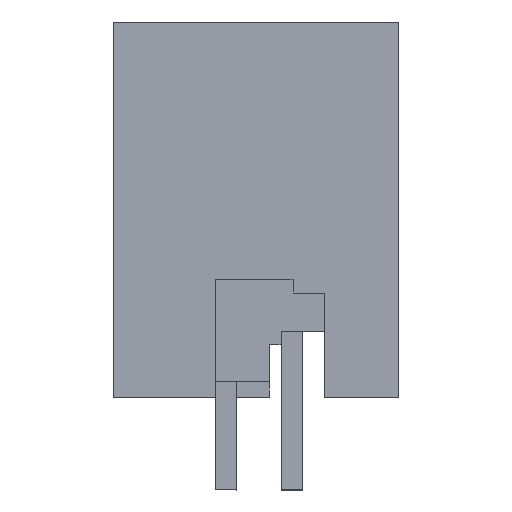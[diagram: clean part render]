
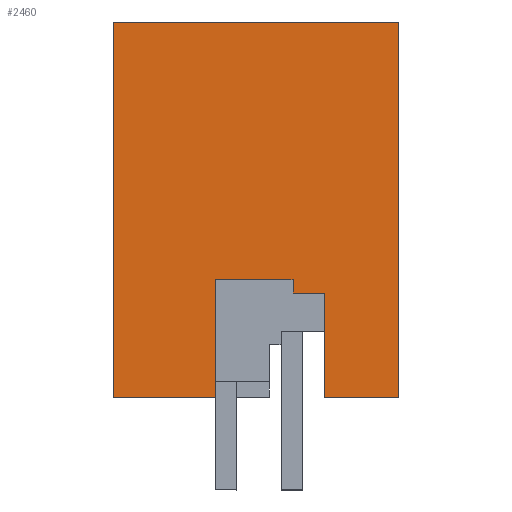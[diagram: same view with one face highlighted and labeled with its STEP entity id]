
A CAD part, left-side view. The second image highlights one B-rep face of the part: STEP entity #2460.
In plain terms, the highlighted planar face has unit normal (-1, 0, 0).
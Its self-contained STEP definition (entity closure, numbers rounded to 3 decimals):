
#2406=AXIS2_PLACEMENT_3D('Plane Axis2P3D',#2403,#2404,#2405) ;
#183=CARTESIAN_POINT('Vertex',(0.,10.8,17.7)) ;
#186=CARTESIAN_POINT('Line Origine',(0.,5.4,17.7)) ;
#190=CARTESIAN_POINT('Vertex',(0.,0.,17.7)) ;
#1159=CARTESIAN_POINT('Vertex',(0.,0.,3.5)) ;
#1162=CARTESIAN_POINT('Line Origine',(0.,0.,10.6)) ;
#1179=CARTESIAN_POINT('Line Origine',(0.,1.4,3.5)) ;
#1183=CARTESIAN_POINT('Vertex',(0.,2.8,3.5)) ;
#1595=CARTESIAN_POINT('Vertex',(0.,10.8,3.5)) ;
#1598=CARTESIAN_POINT('Line Origine',(0.,10.8,10.6)) ;
#2403=CARTESIAN_POINT('Axis2P3D Location',(0.,10.8,12.7)) ;
#2408=CARTESIAN_POINT('Line Origine',(0.,8.875,3.5)) ;
#2412=CARTESIAN_POINT('Vertex',(0.,6.95,3.5)) ;
#2415=CARTESIAN_POINT('Line Origine',(0.,6.95,5.725)) ;
#2419=CARTESIAN_POINT('Vertex',(0.,6.95,7.95)) ;
#2422=CARTESIAN_POINT('Line Origine',(0.,5.475,7.95)) ;
#2426=CARTESIAN_POINT('Vertex',(0.,4.,7.95)) ;
#2429=CARTESIAN_POINT('Line Origine',(0.,4.,7.7)) ;
#2433=CARTESIAN_POINT('Vertex',(0.,4.,7.45)) ;
#2436=CARTESIAN_POINT('Line Origine',(0.,3.4,7.45)) ;
#2440=CARTESIAN_POINT('Vertex',(0.,2.8,7.45)) ;
#2443=CARTESIAN_POINT('Line Origine',(0.,2.8,5.475)) ;
#187=DIRECTION('Vector Direction',(0.,-1.,0.)) ;
#1163=DIRECTION('Vector Direction',(0.,0.,1.)) ;
#1180=DIRECTION('Vector Direction',(0.,-1.,0.)) ;
#1599=DIRECTION('Vector Direction',(0.,0.,1.)) ;
#2404=DIRECTION('Axis2P3D Direction',(1.,0.,0.)) ;
#2405=DIRECTION('Axis2P3D XDirection',(0.,1.,0.)) ;
#2409=DIRECTION('Vector Direction',(0.,-1.,0.)) ;
#2416=DIRECTION('Vector Direction',(0.,0.,-1.)) ;
#2423=DIRECTION('Vector Direction',(0.,-1.,0.)) ;
#2430=DIRECTION('Vector Direction',(0.,0.,-1.)) ;
#2437=DIRECTION('Vector Direction',(0.,-1.,0.)) ;
#2444=DIRECTION('Vector Direction',(0.,0.,-1.)) ;
#188=VECTOR('Line Direction',#187,1.) ;
#1164=VECTOR('Line Direction',#1163,1.) ;
#1181=VECTOR('Line Direction',#1180,1.) ;
#1600=VECTOR('Line Direction',#1599,1.) ;
#2410=VECTOR('Line Direction',#2409,1.) ;
#2417=VECTOR('Line Direction',#2416,1.) ;
#2424=VECTOR('Line Direction',#2423,1.) ;
#2431=VECTOR('Line Direction',#2430,1.) ;
#2438=VECTOR('Line Direction',#2437,1.) ;
#2445=VECTOR('Line Direction',#2444,1.) ;
#2449=ORIENTED_EDGE('',*,*,#1185,.T.) ;
#2450=ORIENTED_EDGE('',*,*,#1166,.T.) ;
#2451=ORIENTED_EDGE('',*,*,#192,.F.) ;
#2452=ORIENTED_EDGE('',*,*,#1602,.F.) ;
#2453=ORIENTED_EDGE('',*,*,#2414,.T.) ;
#2454=ORIENTED_EDGE('',*,*,#2421,.F.) ;
#2455=ORIENTED_EDGE('',*,*,#2428,.T.) ;
#2456=ORIENTED_EDGE('',*,*,#2435,.T.) ;
#2457=ORIENTED_EDGE('',*,*,#2442,.T.) ;
#2458=ORIENTED_EDGE('',*,*,#2447,.T.) ;
#2460=ADVANCED_FACE('HOUSING',(#2459),#2407,.F.) ;
#192=EDGE_CURVE('',#184,#191,#189,.T.) ;
#1166=EDGE_CURVE('',#1160,#191,#1165,.T.) ;
#1185=EDGE_CURVE('',#1184,#1160,#1182,.T.) ;
#1602=EDGE_CURVE('',#1596,#184,#1601,.T.) ;
#2414=EDGE_CURVE('',#1596,#2413,#2411,.T.) ;
#2421=EDGE_CURVE('',#2420,#2413,#2418,.T.) ;
#2428=EDGE_CURVE('',#2420,#2427,#2425,.T.) ;
#2435=EDGE_CURVE('',#2427,#2434,#2432,.T.) ;
#2442=EDGE_CURVE('',#2434,#2441,#2439,.T.) ;
#2447=EDGE_CURVE('',#2441,#1184,#2446,.T.) ;
#2448=EDGE_LOOP('',(#2449,#2450,#2451,#2452,#2453,#2454,#2455,#2456,#2457,#2458)) ;
#2459=FACE_OUTER_BOUND('',#2448,.T.) ;
#189=LINE('Line',#186,#188) ;
#1165=LINE('Line',#1162,#1164) ;
#1182=LINE('Line',#1179,#1181) ;
#1601=LINE('Line',#1598,#1600) ;
#2411=LINE('Line',#2408,#2410) ;
#2418=LINE('Line',#2415,#2417) ;
#2425=LINE('Line',#2422,#2424) ;
#2432=LINE('Line',#2429,#2431) ;
#2439=LINE('Line',#2436,#2438) ;
#2446=LINE('Line',#2443,#2445) ;
#2407=PLANE('',#2406) ;
#184=VERTEX_POINT('',#183) ;
#191=VERTEX_POINT('',#190) ;
#1160=VERTEX_POINT('',#1159) ;
#1184=VERTEX_POINT('',#1183) ;
#1596=VERTEX_POINT('',#1595) ;
#2413=VERTEX_POINT('',#2412) ;
#2420=VERTEX_POINT('',#2419) ;
#2427=VERTEX_POINT('',#2426) ;
#2434=VERTEX_POINT('',#2433) ;
#2441=VERTEX_POINT('',#2440) ;
